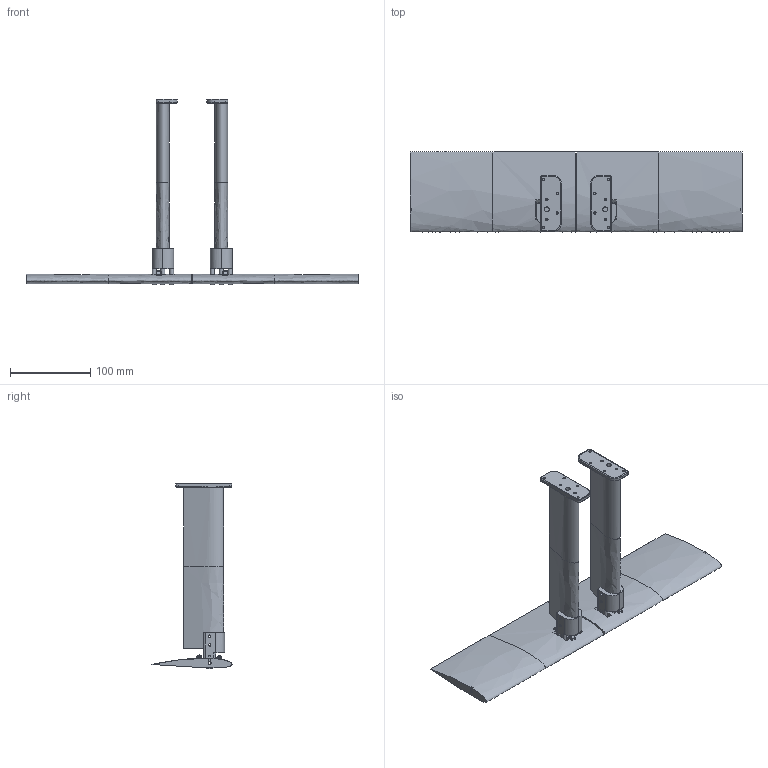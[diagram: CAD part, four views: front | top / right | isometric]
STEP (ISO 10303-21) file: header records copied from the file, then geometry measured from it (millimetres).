
FILE_DESCRIPTION(/* description */ (''),/* implementation_level */ '2;1');
FILE_NAME(/* name */ 'Simple Wing Design.step',/* time_stamp */ '2026-01-12T14:50:23+08:00',/* author */ (''),/* organization */ (''),/* preprocessor_version */ 'ST-DEVELOPER v20.1',/* originating_system */ 'Autodesk Translation Framework v14.21.0.0',/* authorisation */ '');
FILE_SCHEMA (('AUTOMOTIVE_DESIGN { 1 0 10303 214 3 1 1 }'));
Length unit declared in the file: millimetre
Products named in the file (3): Simple Wing Design; Wings; Mast
Assembly tree (2 placements, depth 2):
  Simple Wing Design
    Wings
    Mast
Bounding box: 415 x 100 x 232.38 mm (x, y, z)
Volume: 537139.9 mm3; surface area: 189663.5 mm2
Topology: 10 solids, 10 shells, 368 faces, 1016 edges, 672 vertices
Faces by surface type: cylinder 148, plane 142, bspline 54, torus 24
Full cylindrical faces by diameter (mm): 2 x4, 3 x28, 3.3 x8, 3.5 x16, 6 x4
Entity records: 33323 total; most frequent: CARTESIAN_POINT 24189, ORIENTED_EDGE 2024, DIRECTION 1630, EDGE_CURVE 1012, VERTEX_POINT 672, AXIS2_PLACEMENT_3D 607, EDGE_LOOP 492, LINE 416
